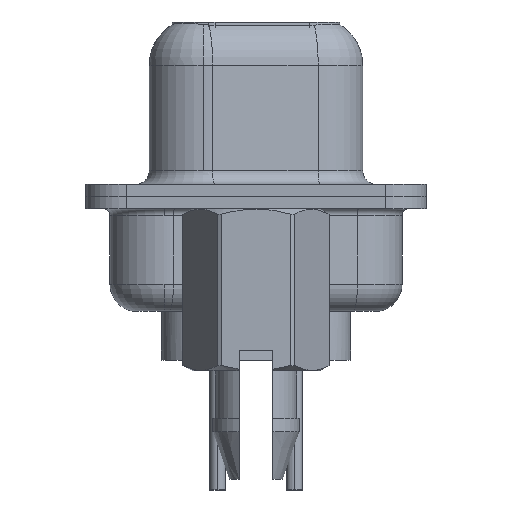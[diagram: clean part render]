
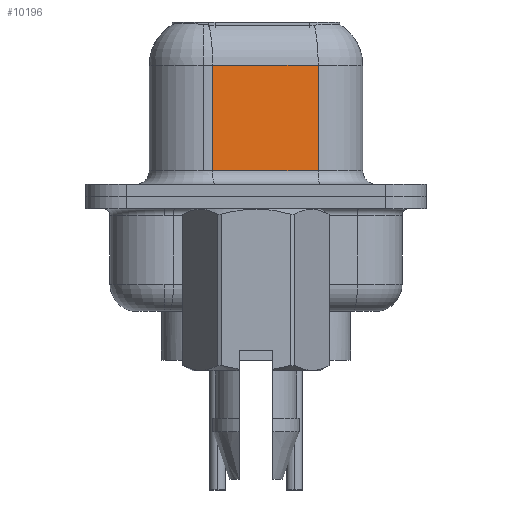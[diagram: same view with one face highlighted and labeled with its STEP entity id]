
A CAD part, left-side view. The second image highlights one B-rep face of the part: STEP entity #10196.
In plain terms, the highlighted planar face has unit normal (-0.985, -0.174, 0).
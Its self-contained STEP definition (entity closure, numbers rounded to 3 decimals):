
#599 = CARTESIAN_POINT ( 'NONE',  ( 5.063, -2.297, 0.95 ) ) ;
#878 = VERTEX_POINT ( 'NONE', #9924 ) ;
#1351 = LINE ( 'NONE', #8407, #10005 ) ;
#1577 = DIRECTION ( 'NONE',  ( -0.174, 0.985, 0. ) ) ;
#1935 = LINE ( 'NONE', #5632, #11918 ) ;
#2818 = FACE_OUTER_BOUND ( 'NONE', #12127, .T. ) ;
#4725 = ORIENTED_EDGE ( 'NONE', *, *, #18956, .T. ) ;
#5199 = DIRECTION ( 'NONE',  ( 0.174, -0.985, 0. ) ) ;
#5405 = DIRECTION ( 'NONE',  ( 0., 0., -1. ) ) ;
#5632 = CARTESIAN_POINT ( 'NONE',  ( 4.375, 1.603, 6.6 ) ) ;
#6273 = ORIENTED_EDGE ( 'NONE', *, *, #12058, .T. ) ;
#7521 = EDGE_CURVE ( 'NONE', #16400, #878, #1935, .T. ) ;
#8407 = CARTESIAN_POINT ( 'NONE',  ( 5.063, -2.297, 4.85 ) ) ;
#9248 = EDGE_CURVE ( 'NONE', #18108, #14308, #15284, .T. ) ;
#9924 = CARTESIAN_POINT ( 'NONE',  ( 4.375, 1.603, 0.95 ) ) ;
#10005 = VECTOR ( 'NONE', #1577, 1000. ) ;
#10196 = ADVANCED_FACE ( 'NONE', ( #2818 ), #20384, .F. ) ;
#10644 = LINE ( 'NONE', #15960, #19414 ) ;
#11918 = VECTOR ( 'NONE', #5405, 1000. ) ;
#12049 = DIRECTION ( 'NONE',  ( 0., 0., -1. ) ) ;
#12058 = EDGE_CURVE ( 'NONE', #878, #14308, #10644, .T. ) ;
#12127 = EDGE_LOOP ( 'NONE', ( #21879, #4725, #21398, #6273 ) ) ;
#12771 = CARTESIAN_POINT ( 'NONE',  ( 4.375, 1.603, 4.85 ) ) ;
#14308 = VERTEX_POINT ( 'NONE', #599 ) ;
#14723 = DIRECTION ( 'NONE',  ( -0.174, 0.985, 0. ) ) ;
#14939 = VECTOR ( 'NONE', #12049, 1000. ) ;
#15284 = LINE ( 'NONE', #17023, #14939 ) ;
#15960 = CARTESIAN_POINT ( 'NONE',  ( 5.063, -2.297, 0.95 ) ) ;
#16400 = VERTEX_POINT ( 'NONE', #12771 ) ;
#17023 = CARTESIAN_POINT ( 'NONE',  ( 5.063, -2.297, 6.6 ) ) ;
#17521 = AXIS2_PLACEMENT_3D ( 'NONE', #20270, #20054, #14723 ) ;
#18108 = VERTEX_POINT ( 'NONE', #19785 ) ;
#18956 = EDGE_CURVE ( 'NONE', #18108, #16400, #1351, .T. ) ;
#19414 = VECTOR ( 'NONE', #5199, 1000. ) ;
#19785 = CARTESIAN_POINT ( 'NONE',  ( 5.063, -2.297, 4.85 ) ) ;
#20054 = DIRECTION ( 'NONE',  ( 0.985, 0.174, 0. ) ) ;
#20270 = CARTESIAN_POINT ( 'NONE',  ( 5.063, -2.297, 6.6 ) ) ;
#20384 = PLANE ( 'NONE',  #17521 ) ;
#21398 = ORIENTED_EDGE ( 'NONE', *, *, #7521, .T. ) ;
#21879 = ORIENTED_EDGE ( 'NONE', *, *, #9248, .F. ) ;
